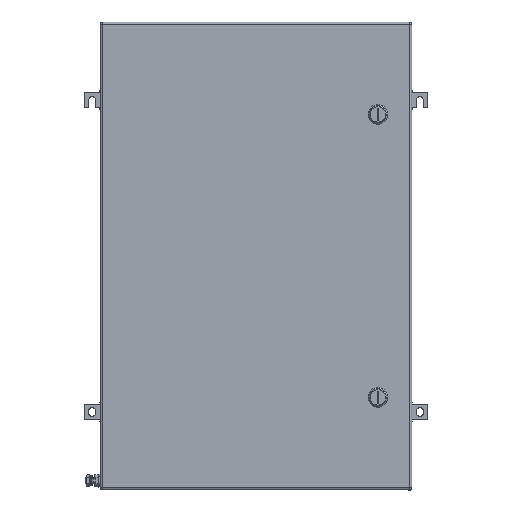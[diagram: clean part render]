
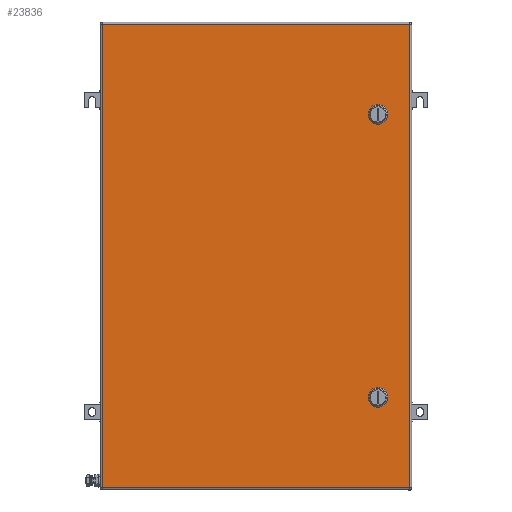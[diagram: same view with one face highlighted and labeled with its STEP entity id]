
A CAD part, top view. The second image highlights one B-rep face of the part: STEP entity #23836.
In plain terms, the highlighted planar face has unit normal (0, 0, 1).
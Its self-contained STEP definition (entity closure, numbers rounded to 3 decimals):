
#23650=AXIS2_PLACEMENT_3D('Circle Axis2P3D',#23648,#23649,$) ;
#23677=AXIS2_PLACEMENT_3D('Plane Axis2P3D',#23674,#23675,#23676) ;
#23722=AXIS2_PLACEMENT_3D('Circle Axis2P3D',#23720,#23721,$) ;
#23736=AXIS2_PLACEMENT_3D('Circle Axis2P3D',#23734,#23735,$) ;
#23750=AXIS2_PLACEMENT_3D('Circle Axis2P3D',#23748,#23749,$) ;
#23772=AXIS2_PLACEMENT_3D('Circle Axis2P3D',#23770,#23771,$) ;
#23788=AXIS2_PLACEMENT_3D('Circle Axis2P3D',#23786,#23787,$) ;
#23802=AXIS2_PLACEMENT_3D('Circle Axis2P3D',#23800,#23801,$) ;
#23816=AXIS2_PLACEMENT_3D('Circle Axis2P3D',#23814,#23815,$) ;
#23645=CARTESIAN_POINT('Vertex',(483.056,601.45,203.5)) ;
#23648=CARTESIAN_POINT('Axis2P3D Location',(478.,611.5,203.5)) ;
#23652=CARTESIAN_POINT('Vertex',(488.05,606.444,203.5)) ;
#23674=CARTESIAN_POINT('Axis2P3D Location',(279.5,381.,203.5)) ;
#23679=CARTESIAN_POINT('Line Origine',(279.5,758.5,203.5)) ;
#23683=CARTESIAN_POINT('Vertex',(530.,758.5,203.5)) ;
#23685=CARTESIAN_POINT('Vertex',(29.,758.5,203.5)) ;
#23688=CARTESIAN_POINT('Line Origine',(29.,381.,203.5)) ;
#23692=CARTESIAN_POINT('Vertex',(29.,3.5,203.5)) ;
#23695=CARTESIAN_POINT('Line Origine',(279.5,3.5,203.5)) ;
#23699=CARTESIAN_POINT('Vertex',(530.,3.5,203.5)) ;
#23702=CARTESIAN_POINT('Line Origine',(530.,381.,203.5)) ;
#23713=CARTESIAN_POINT('Line Origine',(478.,601.45,203.5)) ;
#23717=CARTESIAN_POINT('Vertex',(472.944,601.45,203.5)) ;
#23720=CARTESIAN_POINT('Axis2P3D Location',(478.,611.5,203.5)) ;
#23724=CARTESIAN_POINT('Vertex',(467.95,606.444,203.5)) ;
#23727=CARTESIAN_POINT('Line Origine',(467.95,611.5,203.5)) ;
#23731=CARTESIAN_POINT('Vertex',(467.95,616.556,203.5)) ;
#23734=CARTESIAN_POINT('Axis2P3D Location',(478.,611.5,203.5)) ;
#23738=CARTESIAN_POINT('Vertex',(472.944,621.55,203.5)) ;
#23741=CARTESIAN_POINT('Line Origine',(478.,621.55,203.5)) ;
#23745=CARTESIAN_POINT('Vertex',(483.056,621.55,203.5)) ;
#23748=CARTESIAN_POINT('Axis2P3D Location',(478.,611.5,203.5)) ;
#23752=CARTESIAN_POINT('Vertex',(488.05,616.556,203.5)) ;
#23755=CARTESIAN_POINT('Line Origine',(488.05,611.5,203.5)) ;
#23770=CARTESIAN_POINT('Axis2P3D Location',(478.,150.5,203.5)) ;
#23774=CARTESIAN_POINT('Vertex',(483.056,140.45,203.5)) ;
#23776=CARTESIAN_POINT('Vertex',(488.05,145.444,203.5)) ;
#23779=CARTESIAN_POINT('Line Origine',(478.,140.45,203.5)) ;
#23783=CARTESIAN_POINT('Vertex',(472.944,140.45,203.5)) ;
#23786=CARTESIAN_POINT('Axis2P3D Location',(478.,150.5,203.5)) ;
#23790=CARTESIAN_POINT('Vertex',(467.95,145.444,203.5)) ;
#23793=CARTESIAN_POINT('Line Origine',(467.95,150.5,203.5)) ;
#23797=CARTESIAN_POINT('Vertex',(467.95,155.556,203.5)) ;
#23800=CARTESIAN_POINT('Axis2P3D Location',(478.,150.5,203.5)) ;
#23804=CARTESIAN_POINT('Vertex',(472.944,160.55,203.5)) ;
#23807=CARTESIAN_POINT('Line Origine',(478.,160.55,203.5)) ;
#23811=CARTESIAN_POINT('Vertex',(483.056,160.55,203.5)) ;
#23814=CARTESIAN_POINT('Axis2P3D Location',(478.,150.5,203.5)) ;
#23818=CARTESIAN_POINT('Vertex',(488.05,155.556,203.5)) ;
#23821=CARTESIAN_POINT('Line Origine',(488.05,150.5,203.5)) ;
#23649=DIRECTION('Axis2P3D Direction',(0.,0.,1.)) ;
#23675=DIRECTION('Axis2P3D Direction',(0.,0.,1.)) ;
#23676=DIRECTION('Axis2P3D XDirection',(1.,0.,0.)) ;
#23680=DIRECTION('Vector Direction',(1.,0.,0.)) ;
#23689=DIRECTION('Vector Direction',(0.,-1.,0.)) ;
#23696=DIRECTION('Vector Direction',(1.,0.,0.)) ;
#23703=DIRECTION('Vector Direction',(0.,1.,0.)) ;
#23714=DIRECTION('Vector Direction',(1.,0.,0.)) ;
#23721=DIRECTION('Axis2P3D Direction',(0.,0.,1.)) ;
#23728=DIRECTION('Vector Direction',(0.,1.,0.)) ;
#23735=DIRECTION('Axis2P3D Direction',(0.,0.,1.)) ;
#23742=DIRECTION('Vector Direction',(1.,0.,0.)) ;
#23749=DIRECTION('Axis2P3D Direction',(0.,0.,1.)) ;
#23756=DIRECTION('Vector Direction',(0.,-1.,0.)) ;
#23771=DIRECTION('Axis2P3D Direction',(0.,0.,1.)) ;
#23780=DIRECTION('Vector Direction',(1.,0.,0.)) ;
#23787=DIRECTION('Axis2P3D Direction',(0.,0.,1.)) ;
#23794=DIRECTION('Vector Direction',(0.,1.,0.)) ;
#23801=DIRECTION('Axis2P3D Direction',(0.,0.,1.)) ;
#23808=DIRECTION('Vector Direction',(1.,0.,0.)) ;
#23815=DIRECTION('Axis2P3D Direction',(0.,0.,1.)) ;
#23822=DIRECTION('Vector Direction',(0.,-1.,0.)) ;
#23681=VECTOR('Line Direction',#23680,1.) ;
#23690=VECTOR('Line Direction',#23689,1.) ;
#23697=VECTOR('Line Direction',#23696,1.) ;
#23704=VECTOR('Line Direction',#23703,1.) ;
#23715=VECTOR('Line Direction',#23714,1.) ;
#23729=VECTOR('Line Direction',#23728,1.) ;
#23743=VECTOR('Line Direction',#23742,1.) ;
#23757=VECTOR('Line Direction',#23756,1.) ;
#23781=VECTOR('Line Direction',#23780,1.) ;
#23795=VECTOR('Line Direction',#23794,1.) ;
#23809=VECTOR('Line Direction',#23808,1.) ;
#23823=VECTOR('Line Direction',#23822,1.) ;
#23708=ORIENTED_EDGE('',*,*,#23687,.T.) ;
#23709=ORIENTED_EDGE('',*,*,#23694,.T.) ;
#23710=ORIENTED_EDGE('',*,*,#23701,.T.) ;
#23711=ORIENTED_EDGE('',*,*,#23706,.T.) ;
#23761=ORIENTED_EDGE('',*,*,#23719,.F.) ;
#23762=ORIENTED_EDGE('',*,*,#23726,.F.) ;
#23763=ORIENTED_EDGE('',*,*,#23733,.T.) ;
#23764=ORIENTED_EDGE('',*,*,#23740,.F.) ;
#23765=ORIENTED_EDGE('',*,*,#23747,.T.) ;
#23766=ORIENTED_EDGE('',*,*,#23754,.F.) ;
#23767=ORIENTED_EDGE('',*,*,#23759,.T.) ;
#23768=ORIENTED_EDGE('',*,*,#23654,.F.) ;
#23827=ORIENTED_EDGE('',*,*,#23778,.F.) ;
#23828=ORIENTED_EDGE('',*,*,#23785,.F.) ;
#23829=ORIENTED_EDGE('',*,*,#23792,.F.) ;
#23830=ORIENTED_EDGE('',*,*,#23799,.T.) ;
#23831=ORIENTED_EDGE('',*,*,#23806,.F.) ;
#23832=ORIENTED_EDGE('',*,*,#23813,.T.) ;
#23833=ORIENTED_EDGE('',*,*,#23820,.F.) ;
#23834=ORIENTED_EDGE('',*,*,#23825,.T.) ;
#23769=FACE_BOUND('',#23760,.T.) ;
#23835=FACE_BOUND('',#23826,.T.) ;
#23836=ADVANCED_FACE('ZUB_KTB_QL_765020_0GP_AllCATPart.2\\ZUB_DE_KTB_QL.1\\DE_KTB_MH_PART_MASTER.1\\Koerper.2',(#23712,#23769,#23835),#23678,.T.) ;
#23651=CIRCLE('generated circle',#23650,11.25) ;
#23723=CIRCLE('generated circle',#23722,11.25) ;
#23737=CIRCLE('generated circle',#23736,11.25) ;
#23751=CIRCLE('generated circle',#23750,11.25) ;
#23773=CIRCLE('generated circle',#23772,11.25) ;
#23789=CIRCLE('generated circle',#23788,11.25) ;
#23803=CIRCLE('generated circle',#23802,11.25) ;
#23817=CIRCLE('generated circle',#23816,11.25) ;
#23654=EDGE_CURVE('',#23646,#23653,#23651,.T.) ;
#23687=EDGE_CURVE('',#23684,#23686,#23682,.F.) ;
#23694=EDGE_CURVE('',#23686,#23693,#23691,.T.) ;
#23701=EDGE_CURVE('',#23693,#23700,#23698,.T.) ;
#23706=EDGE_CURVE('',#23700,#23684,#23705,.T.) ;
#23719=EDGE_CURVE('',#23718,#23646,#23716,.T.) ;
#23726=EDGE_CURVE('',#23725,#23718,#23723,.T.) ;
#23733=EDGE_CURVE('',#23725,#23732,#23730,.T.) ;
#23740=EDGE_CURVE('',#23739,#23732,#23737,.T.) ;
#23747=EDGE_CURVE('',#23739,#23746,#23744,.T.) ;
#23754=EDGE_CURVE('',#23753,#23746,#23751,.T.) ;
#23759=EDGE_CURVE('',#23753,#23653,#23758,.T.) ;
#23778=EDGE_CURVE('',#23775,#23777,#23773,.T.) ;
#23785=EDGE_CURVE('',#23784,#23775,#23782,.T.) ;
#23792=EDGE_CURVE('',#23791,#23784,#23789,.T.) ;
#23799=EDGE_CURVE('',#23791,#23798,#23796,.T.) ;
#23806=EDGE_CURVE('',#23805,#23798,#23803,.T.) ;
#23813=EDGE_CURVE('',#23805,#23812,#23810,.T.) ;
#23820=EDGE_CURVE('',#23819,#23812,#23817,.T.) ;
#23825=EDGE_CURVE('',#23819,#23777,#23824,.T.) ;
#23707=EDGE_LOOP('',(#23708,#23709,#23710,#23711)) ;
#23760=EDGE_LOOP('',(#23761,#23762,#23763,#23764,#23765,#23766,#23767,#23768)) ;
#23826=EDGE_LOOP('',(#23827,#23828,#23829,#23830,#23831,#23832,#23833,#23834)) ;
#23712=FACE_OUTER_BOUND('',#23707,.T.) ;
#23682=LINE('Line',#23679,#23681) ;
#23691=LINE('Line',#23688,#23690) ;
#23698=LINE('Line',#23695,#23697) ;
#23705=LINE('Line',#23702,#23704) ;
#23716=LINE('Line',#23713,#23715) ;
#23730=LINE('Line',#23727,#23729) ;
#23744=LINE('Line',#23741,#23743) ;
#23758=LINE('Line',#23755,#23757) ;
#23782=LINE('Line',#23779,#23781) ;
#23796=LINE('Line',#23793,#23795) ;
#23810=LINE('Line',#23807,#23809) ;
#23824=LINE('Line',#23821,#23823) ;
#23678=PLANE('',#23677) ;
#23646=VERTEX_POINT('',#23645) ;
#23653=VERTEX_POINT('',#23652) ;
#23684=VERTEX_POINT('',#23683) ;
#23686=VERTEX_POINT('',#23685) ;
#23693=VERTEX_POINT('',#23692) ;
#23700=VERTEX_POINT('',#23699) ;
#23718=VERTEX_POINT('',#23717) ;
#23725=VERTEX_POINT('',#23724) ;
#23732=VERTEX_POINT('',#23731) ;
#23739=VERTEX_POINT('',#23738) ;
#23746=VERTEX_POINT('',#23745) ;
#23753=VERTEX_POINT('',#23752) ;
#23775=VERTEX_POINT('',#23774) ;
#23777=VERTEX_POINT('',#23776) ;
#23784=VERTEX_POINT('',#23783) ;
#23791=VERTEX_POINT('',#23790) ;
#23798=VERTEX_POINT('',#23797) ;
#23805=VERTEX_POINT('',#23804) ;
#23812=VERTEX_POINT('',#23811) ;
#23819=VERTEX_POINT('',#23818) ;
